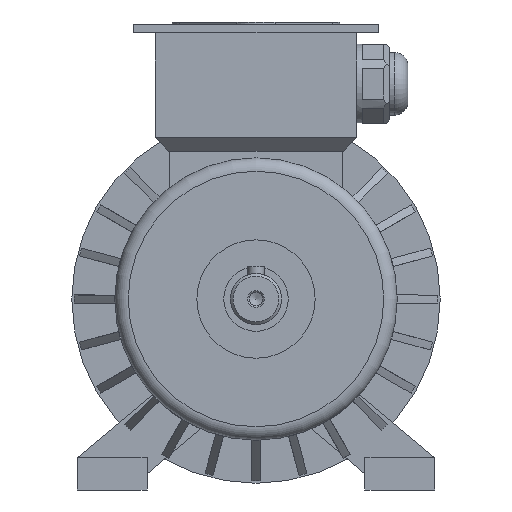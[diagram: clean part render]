
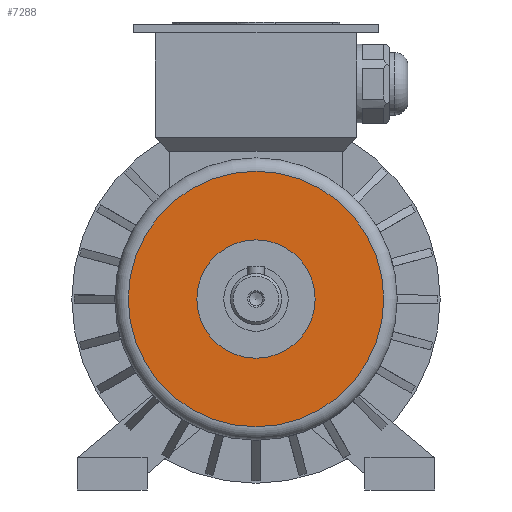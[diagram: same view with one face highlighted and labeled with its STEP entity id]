
A CAD part, front view. The second image highlights one B-rep face of the part: STEP entity #7288.
In plain terms, the highlighted planar face has unit normal (0, -1, 0).
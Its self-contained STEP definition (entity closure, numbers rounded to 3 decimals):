
#269=CIRCLE('',#7697,47.5);
#270=CIRCLE('',#7698,22.);
#770=ORIENTED_EDGE('',*,*,#2276,.T.);
#771=ORIENTED_EDGE('',*,*,#2277,.T.);
#2276=EDGE_CURVE('',#3007,#3007,#269,.F.);
#2277=EDGE_CURVE('',#3008,#3008,#270,.T.);
#3007=VERTEX_POINT('',#10247);
#3008=VERTEX_POINT('',#10249);
#4350=EDGE_LOOP('',(#770));
#4351=EDGE_LOOP('',(#771));
#4689=FACE_BOUND('',#4350,.T.);
#4690=FACE_BOUND('',#4351,.T.);
#5018=PLANE('',#7696);
#7288=ADVANCED_FACE('',(#4689,#4690),#5018,.F.);
#7696=AXIS2_PLACEMENT_3D('',#10245,#8599,#8600);
#7697=AXIS2_PLACEMENT_3D('',#10246,#8601,#8602);
#7698=AXIS2_PLACEMENT_3D('',#10248,#8603,#8604);
#8599=DIRECTION('',(0.,1.,0.));
#8600=DIRECTION('',(0.,0.,1.));
#8601=DIRECTION('',(0.,1.,0.));
#8602=DIRECTION('',(0.,0.,1.));
#8603=DIRECTION('',(0.,1.,0.));
#8604=DIRECTION('',(1.,0.,0.));
#10245=CARTESIAN_POINT('',(0.,-15.,0.));
#10246=CARTESIAN_POINT('',(0.,-15.,0.));
#10247=CARTESIAN_POINT('',(0.,-15.,47.5));
#10248=CARTESIAN_POINT('',(0.,-15.,0.));
#10249=CARTESIAN_POINT('',(22.,-15.,0.));
